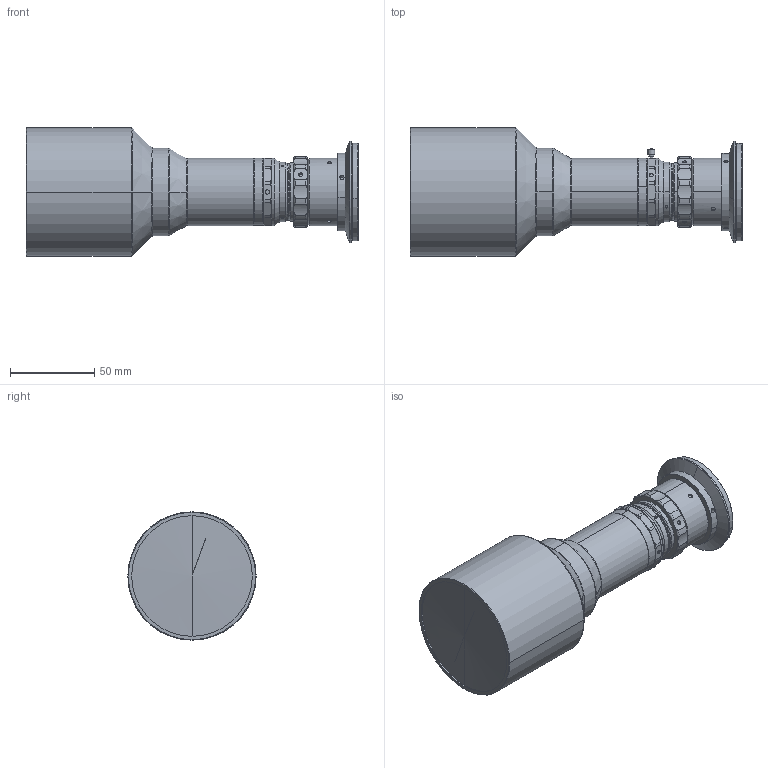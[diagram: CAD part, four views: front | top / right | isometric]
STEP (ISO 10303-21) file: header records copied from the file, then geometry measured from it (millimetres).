
FILE_DESCRIPTION (( 'STEP AP203' ), '1' );
FILE_NAME ('DTCA175-51G-M58-AL.STEP', '2022-06-06T02:29:24', ( '' ), ( '' ), 'SwSTEP 2.0', 'SolidWorks 2017', '' );
FILE_SCHEMA (( 'CONFIG_CONTROL_DESIGN' ));
Length unit declared in the file: millimetre
Products named in the file (1): DTCA175-51G-M58-AL
Bounding box: 196.74 x 76 x 76 mm (x, y, z)
Volume: 496606.3 mm3; surface area: 45102.1 mm2
Topology: 1 solids, 2 shells, 239 faces, 561 edges, 352 vertices
Faces by surface type: cylinder 102, cone 88, plane 27, bspline 22
Entity records: 8679 total; most frequent: CARTESIAN_POINT 3353, ORIENTED_EDGE 1118, DIRECTION 1070, EDGE_CURVE 559, AXIS2_PLACEMENT_3D 455, VERTEX_POINT 352, EDGE_LOOP 269, ADVANCED_FACE 239
